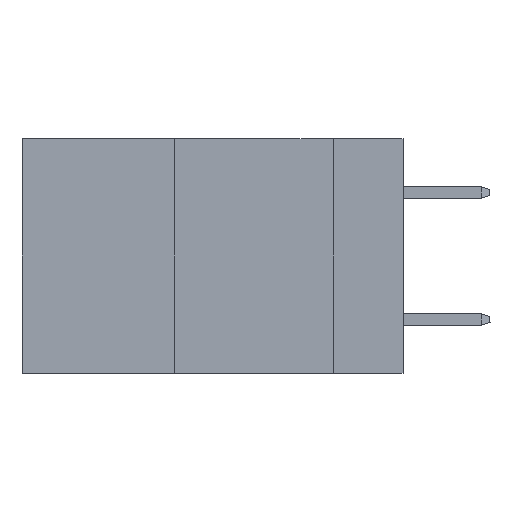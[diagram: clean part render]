
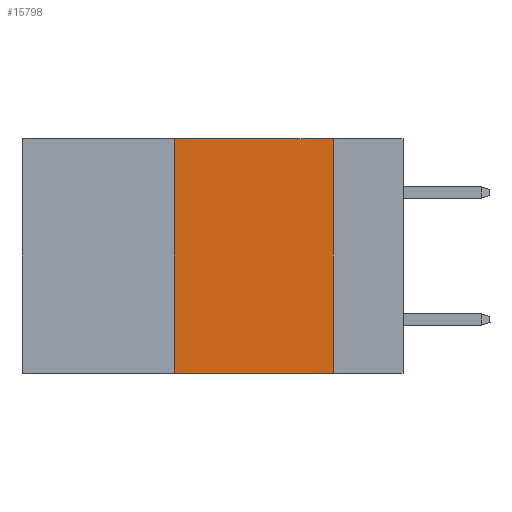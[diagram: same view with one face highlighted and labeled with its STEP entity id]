
A CAD part, left-side view. The second image highlights one B-rep face of the part: STEP entity #15798.
In plain terms, the highlighted planar face has unit normal (-1, 0, 0).
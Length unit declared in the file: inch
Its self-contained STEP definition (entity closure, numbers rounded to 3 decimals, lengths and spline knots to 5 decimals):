
#201 = ORIENTED_EDGE ( 'NONE', *, *, #3932, .F. ) ;
#493 = DIRECTION ( 'NONE',  ( 0., 0., -1. ) ) ;
#1609 = ORIENTED_EDGE ( 'NONE', *, *, #11937, .F. ) ;
#1785 = VECTOR ( 'NONE', #2204, 39.37008 ) ;
#2204 = DIRECTION ( 'NONE',  ( 0., -1., 0. ) ) ;
#3218 = VECTOR ( 'NONE', #19979, 39.37008 ) ;
#3403 = VERTEX_POINT ( 'NONE', #20352 ) ;
#3932 = EDGE_CURVE ( 'NONE', #22051, #4103, #8454, .T. ) ;
#3973 = VECTOR ( 'NONE', #493, 39.37008 ) ;
#4099 = EDGE_CURVE ( 'NONE', #22051, #19206, #15741, .T. ) ;
#4103 = VERTEX_POINT ( 'NONE', #20999 ) ;
#5204 = LINE ( 'NONE', #13924, #3973 ) ;
#5787 = VECTOR ( 'NONE', #15633, 39.37008 ) ;
#6795 = CARTESIAN_POINT ( 'NONE',  ( 0., 0.11, -0.37 ) ) ;
#7343 = EDGE_CURVE ( 'NONE', #3403, #19206, #5204, .T. ) ;
#8454 = LINE ( 'NONE', #17196, #5787 ) ;
#8658 = EDGE_LOOP ( 'NONE', ( #20321, #1609, #201, #19439 ) ) ;
#9380 = FACE_OUTER_BOUND ( 'NONE', #8658, .T. ) ;
#9581 = CARTESIAN_POINT ( 'NONE',  ( 0., 0.6, 0. ) ) ;
#10952 = DIRECTION ( 'NONE',  ( 1., 0., 0. ) ) ;
#11937 = EDGE_CURVE ( 'NONE', #4103, #3403, #16093, .T. ) ;
#12624 = PLANE ( 'NONE',  #19446 ) ;
#13924 = CARTESIAN_POINT ( 'NONE',  ( 0., 0.11, 0. ) ) ;
#15633 = DIRECTION ( 'NONE',  ( 0., 0., 1. ) ) ;
#15741 = LINE ( 'NONE', #21338, #1785 ) ;
#15798 = ADVANCED_FACE ( 'NONE', ( #9380 ), #12624, .F. ) ;
#16093 = LINE ( 'NONE', #9581, #3218 ) ;
#16215 = DIRECTION ( 'NONE',  ( 0., 0., -1. ) ) ;
#17196 = CARTESIAN_POINT ( 'NONE',  ( 0., 0.36, 0. ) ) ;
#19206 = VERTEX_POINT ( 'NONE', #6795 ) ;
#19439 = ORIENTED_EDGE ( 'NONE', *, *, #4099, .T. ) ;
#19446 = AXIS2_PLACEMENT_3D ( 'NONE', #19454, #10952, #16215 ) ;
#19454 = CARTESIAN_POINT ( 'NONE',  ( 0., 0.6, 0. ) ) ;
#19979 = DIRECTION ( 'NONE',  ( 0., -1., 0. ) ) ;
#20019 = CARTESIAN_POINT ( 'NONE',  ( 0., 0.36, -0.37 ) ) ;
#20321 = ORIENTED_EDGE ( 'NONE', *, *, #7343, .F. ) ;
#20352 = CARTESIAN_POINT ( 'NONE',  ( 0., 0.11, 0. ) ) ;
#20999 = CARTESIAN_POINT ( 'NONE',  ( 0., 0.36, 0. ) ) ;
#21338 = CARTESIAN_POINT ( 'NONE',  ( 0., 0.6, -0.37 ) ) ;
#22051 = VERTEX_POINT ( 'NONE', #20019 ) ;
